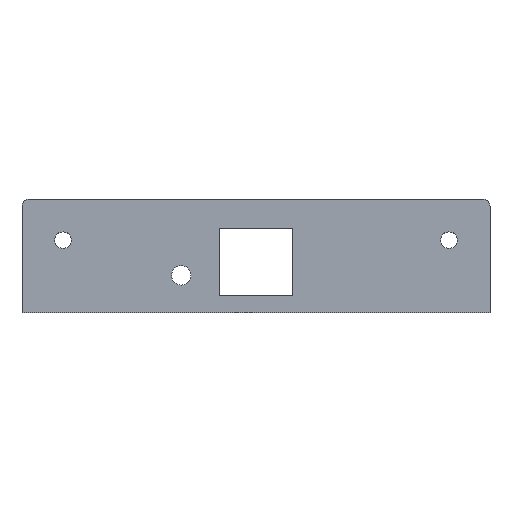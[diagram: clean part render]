
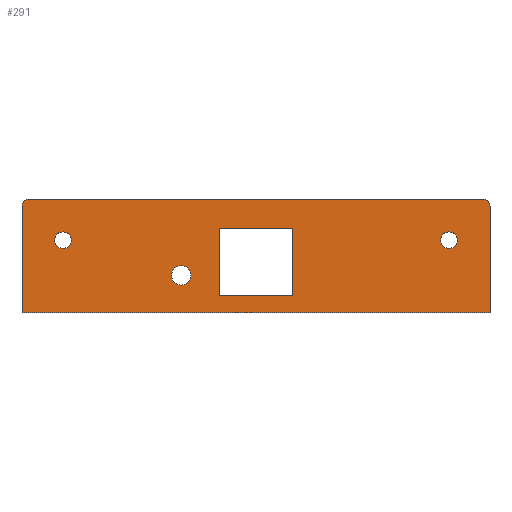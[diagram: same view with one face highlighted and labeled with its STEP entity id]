
A CAD part, top view. The second image highlights one B-rep face of the part: STEP entity #291.
In plain terms, the highlighted planar face has unit normal (0, 0, 1).
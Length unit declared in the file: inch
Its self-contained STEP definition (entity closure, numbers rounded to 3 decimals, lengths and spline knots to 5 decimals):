
#28 = CIRCLE ( 'NONE', #139, 0.065 ) ;
#30 = EDGE_CURVE ( 'NONE', #174, #379, #382, .T. ) ;
#42 = EDGE_CURVE ( 'NONE', #379, #174, #148, .T. ) ;
#61 = FACE_BOUND ( 'NONE', #324, .T. ) ;
#62 = DIRECTION ( 'NONE',  ( 1., 0., 0. ) ) ;
#64 = FACE_BOUND ( 'NONE', #365, .T. ) ;
#66 = FACE_BOUND ( 'NONE', #344, .T. ) ;
#70 = FACE_OUTER_BOUND ( 'NONE', #303, .T. ) ;
#71 = FACE_BOUND ( 'NONE', #288, .T. ) ;
#78 = EDGE_CURVE ( 'NONE', #358, #169, #143, .T. ) ;
#84 = EDGE_CURVE ( 'NONE', #173, #158, #141, .T. ) ;
#90 = AXIS2_PLACEMENT_3D ( 'NONE', #234, #177, #575 ) ;
#97 = DIRECTION ( 'NONE',  ( 0., 0., 1. ) ) ;
#98 = CARTESIAN_POINT ( 'NONE',  ( -1.29, -0.577, 2.5 ) ) ;
#99 = DIRECTION ( 'NONE',  ( 1., 0., 0. ) ) ;
#101 = DIRECTION ( 'NONE',  ( 0., 0., 1. ) ) ;
#107 = LINE ( 'NONE', #425, #117 ) ;
#110 = LINE ( 'NONE', #517, #113 ) ;
#111 = LINE ( 'NONE', #548, #122 ) ;
#112 = EDGE_CURVE ( 'NONE', #172, #151, #135, .T. ) ;
#113 = VECTOR ( 'NONE', #540, 39.37008 ) ;
#114 = CARTESIAN_POINT ( 'NONE',  ( -1.29, -0.577, 2.5 ) ) ;
#117 = VECTOR ( 'NONE', #419, 39.37008 ) ;
#122 = VECTOR ( 'NONE', #127, 39.37008 ) ;
#124 = VECTOR ( 'NONE', #299, 39.37008 ) ;
#125 = EDGE_CURVE ( 'NONE', #169, #166, #131, .T. ) ;
#127 = DIRECTION ( 'NONE',  ( 0., -1., 0. ) ) ;
#131 = LINE ( 'NONE', #352, #124 ) ;
#135 = CIRCLE ( 'NONE', #360, 0.05 ) ;
#138 = VECTOR ( 'NONE', #62, 39.37008 ) ;
#139 = AXIS2_PLACEMENT_3D ( 'NONE', #628, #630, #625 ) ;
#141 = CIRCLE ( 'NONE', #330, 0.065 ) ;
#143 = LINE ( 'NONE', #484, #138 ) ;
#148 = CIRCLE ( 'NONE', #227, 0.0555 ) ;
#149 = VERTEX_POINT ( 'NONE', #316 ) ;
#150 = PLANE ( 'NONE',  #90 ) ;
#151 = VERTEX_POINT ( 'NONE', #383 ) ;
#155 = VERTEX_POINT ( 'NONE', #465 ) ;
#158 = VERTEX_POINT ( 'NONE', #452 ) ;
#164 = VERTEX_POINT ( 'NONE', #494 ) ;
#166 = VERTEX_POINT ( 'NONE', #456 ) ;
#167 = EDGE_CURVE ( 'NONE', #166, #295, #110, .T. ) ;
#169 = VERTEX_POINT ( 'NONE', #522 ) ;
#172 = VERTEX_POINT ( 'NONE', #205 ) ;
#173 = VERTEX_POINT ( 'NONE', #202 ) ;
#174 = VERTEX_POINT ( 'NONE', #527 ) ;
#175 = VERTEX_POINT ( 'NONE', #431 ) ;
#177 = DIRECTION ( 'NONE',  ( 0., 0., -1. ) ) ;
#178 = AXIS2_PLACEMENT_3D ( 'NONE', #114, #101, #99 ) ;
#189 = EDGE_CURVE ( 'NONE', #175, #151, #107, .T. ) ;
#195 = ORIENTED_EDGE ( 'NONE', *, *, #667, .F. ) ;
#196 = ORIENTED_EDGE ( 'NONE', *, *, #646, .F. ) ;
#198 = ORIENTED_EDGE ( 'NONE', *, *, #476, .T. ) ;
#199 = ORIENTED_EDGE ( 'NONE', *, *, #189, .F. ) ;
#200 = ORIENTED_EDGE ( 'NONE', *, *, #112, .T. ) ;
#201 = VERTEX_POINT ( 'NONE', #415 ) ;
#202 = CARTESIAN_POINT ( 'NONE',  ( -0.565, -0.81252, 2.5 ) ) ;
#203 = ORIENTED_EDGE ( 'NONE', *, *, #638, .F. ) ;
#204 = ORIENTED_EDGE ( 'NONE', *, *, #604, .F. ) ;
#205 = CARTESIAN_POINT ( 'NONE',  ( 1.565, -0.352, 2.5 ) ) ;
#206 = ORIENTED_EDGE ( 'NONE', *, *, #660, .F. ) ;
#207 = DIRECTION ( 'NONE',  ( 1., 0., 0. ) ) ;
#209 = ORIENTED_EDGE ( 'NONE', *, *, #42, .F. ) ;
#211 = ORIENTED_EDGE ( 'NONE', *, *, #30, .F. ) ;
#212 = ORIENTED_EDGE ( 'NONE', *, *, #78, .F. ) ;
#213 = ORIENTED_EDGE ( 'NONE', *, *, #125, .F. ) ;
#214 = EDGE_CURVE ( 'NONE', #295, #358, #111, .T. ) ;
#215 = ORIENTED_EDGE ( 'NONE', *, *, #167, .F. ) ;
#217 = ORIENTED_EDGE ( 'NONE', *, *, #214, .F. ) ;
#219 = ORIENTED_EDGE ( 'NONE', *, *, #84, .F. ) ;
#220 = ORIENTED_EDGE ( 'NONE', *, *, #377, .F. ) ;
#227 = AXIS2_PLACEMENT_3D ( 'NONE', #98, #97, #207 ) ;
#234 = CARTESIAN_POINT ( 'NONE',  ( -3., 1., 2.5 ) ) ;
#288 = EDGE_LOOP ( 'NONE', ( #220, #219 ) ) ;
#291 = ADVANCED_FACE ( 'NONE', ( #71, #61, #64, #66, #70 ), #150, .F. ) ;
#295 = VERTEX_POINT ( 'NONE', #665 ) ;
#299 = DIRECTION ( 'NONE',  ( 0., 1., 0. ) ) ;
#303 = EDGE_LOOP ( 'NONE', ( #203, #200, #199, #198, #196, #195 ) ) ;
#316 = CARTESIAN_POINT ( 'NONE',  ( -1.565, -1.0635, 2.5 ) ) ;
#324 = EDGE_LOOP ( 'NONE', ( #217, #215, #213, #212 ) ) ;
#330 = AXIS2_PLACEMENT_3D ( 'NONE', #420, #418, #416 ) ;
#344 = EDGE_LOOP ( 'NONE', ( #206, #204 ) ) ;
#352 = CARTESIAN_POINT ( 'NONE',  ( 0.24657, -0.50023, 2.5 ) ) ;
#358 = VERTEX_POINT ( 'NONE', #641 ) ;
#360 = AXIS2_PLACEMENT_3D ( 'NONE', #389, #519, #450 ) ;
#365 = EDGE_LOOP ( 'NONE', ( #211, #209 ) ) ;
#377 = EDGE_CURVE ( 'NONE', #158, #173, #28, .T. ) ;
#379 = VERTEX_POINT ( 'NONE', #633 ) ;
#382 = CIRCLE ( 'NONE', #178, 0.0555 ) ;
#383 = CARTESIAN_POINT ( 'NONE',  ( 1.515, -0.302, 2.5 ) ) ;
#387 = VERTEX_POINT ( 'NONE', #632 ) ;
#389 = CARTESIAN_POINT ( 'NONE',  ( 1.515, -0.352, 2.5 ) ) ;
#401 = AXIS2_PLACEMENT_3D ( 'NONE', #577, #579, #571 ) ;
#415 = CARTESIAN_POINT ( 'NONE',  ( -1.565, -0.352, 2.5 ) ) ;
#416 = DIRECTION ( 'NONE',  ( 1., 0., 0. ) ) ;
#418 = DIRECTION ( 'NONE',  ( 0., 0., 1. ) ) ;
#419 = DIRECTION ( 'NONE',  ( 1., 0., 0. ) ) ;
#420 = CARTESIAN_POINT ( 'NONE',  ( -0.5, -0.81252, 2.5 ) ) ;
#425 = CARTESIAN_POINT ( 'NONE',  ( -1.565, -0.302, 2.5 ) ) ;
#431 = CARTESIAN_POINT ( 'NONE',  ( -1.515, -0.302, 2.5 ) ) ;
#438 = DIRECTION ( 'NONE',  ( 1., 0., 0. ) ) ;
#440 = DIRECTION ( 'NONE',  ( 0., 0., 1. ) ) ;
#442 = CARTESIAN_POINT ( 'NONE',  ( 1.29, -0.577, 2.5 ) ) ;
#450 = DIRECTION ( 'NONE',  ( -1., 0., 0. ) ) ;
#451 = DIRECTION ( 'NONE',  ( 0., 1., 0. ) ) ;
#452 = CARTESIAN_POINT ( 'NONE',  ( -0.435, -0.81252, 2.5 ) ) ;
#454 = CARTESIAN_POINT ( 'NONE',  ( -1.565, -0.302, 2.5 ) ) ;
#456 = CARTESIAN_POINT ( 'NONE',  ( 0.24657, -0.50023, 2.5 ) ) ;
#459 = DIRECTION ( 'NONE',  ( 0., -1., 0. ) ) ;
#461 = CARTESIAN_POINT ( 'NONE',  ( 1.565, -0.302, 2.5 ) ) ;
#462 = AXIS2_PLACEMENT_3D ( 'NONE', #472, #471, #470 ) ;
#465 = CARTESIAN_POINT ( 'NONE',  ( 1.565, -1.0635, 2.5 ) ) ;
#470 = DIRECTION ( 'NONE',  ( 1., 0., 0. ) ) ;
#471 = DIRECTION ( 'NONE',  ( 0., 0., 1. ) ) ;
#472 = CARTESIAN_POINT ( 'NONE',  ( 1.29, -0.577, 2.5 ) ) ;
#476 = EDGE_CURVE ( 'NONE', #175, #201, #608, .T. ) ;
#478 = CARTESIAN_POINT ( 'NONE',  ( 2.875, -1.0635, 2.5 ) ) ;
#479 = DIRECTION ( 'NONE',  ( -1., 0., 0. ) ) ;
#484 = CARTESIAN_POINT ( 'NONE',  ( -0.24657, -0.94873, 2.5 ) ) ;
#487 = AXIS2_PLACEMENT_3D ( 'NONE', #442, #440, #438 ) ;
#494 = CARTESIAN_POINT ( 'NONE',  ( 1.2345, -0.577, 2.5 ) ) ;
#517 = CARTESIAN_POINT ( 'NONE',  ( -0.24657, -0.50023, 2.5 ) ) ;
#519 = DIRECTION ( 'NONE',  ( 0., 0., 1. ) ) ;
#522 = CARTESIAN_POINT ( 'NONE',  ( 0.24657, -0.94873, 2.5 ) ) ;
#527 = CARTESIAN_POINT ( 'NONE',  ( -1.2345, -0.577, 2.5 ) ) ;
#540 = DIRECTION ( 'NONE',  ( -1., 0., 0. ) ) ;
#548 = CARTESIAN_POINT ( 'NONE',  ( -0.24657, -0.50023, 2.5 ) ) ;
#571 = DIRECTION ( 'NONE',  ( -1., 0., 0. ) ) ;
#573 = CIRCLE ( 'NONE', #487, 0.0555 ) ;
#574 = VECTOR ( 'NONE', #451, 39.37008 ) ;
#575 = DIRECTION ( 'NONE',  ( -1., 0., 0. ) ) ;
#577 = CARTESIAN_POINT ( 'NONE',  ( -1.515, -0.352, 2.5 ) ) ;
#578 = LINE ( 'NONE', #454, #574 ) ;
#579 = DIRECTION ( 'NONE',  ( 0., 0., 1. ) ) ;
#580 = VECTOR ( 'NONE', #459, 39.37008 ) ;
#581 = LINE ( 'NONE', #461, #580 ) ;
#583 = CIRCLE ( 'NONE', #462, 0.0555 ) ;
#596 = VECTOR ( 'NONE', #479, 39.37008 ) ;
#598 = LINE ( 'NONE', #478, #596 ) ;
#604 = EDGE_CURVE ( 'NONE', #164, #387, #583, .T. ) ;
#608 = CIRCLE ( 'NONE', #401, 0.05 ) ;
#625 = DIRECTION ( 'NONE',  ( 1., 0., 0. ) ) ;
#628 = CARTESIAN_POINT ( 'NONE',  ( -0.5, -0.81252, 2.5 ) ) ;
#630 = DIRECTION ( 'NONE',  ( 0., 0., 1. ) ) ;
#632 = CARTESIAN_POINT ( 'NONE',  ( 1.3455, -0.577, 2.5 ) ) ;
#633 = CARTESIAN_POINT ( 'NONE',  ( -1.3455, -0.577, 2.5 ) ) ;
#638 = EDGE_CURVE ( 'NONE', #172, #155, #581, .T. ) ;
#641 = CARTESIAN_POINT ( 'NONE',  ( -0.24657, -0.94873, 2.5 ) ) ;
#646 = EDGE_CURVE ( 'NONE', #149, #201, #578, .T. ) ;
#660 = EDGE_CURVE ( 'NONE', #387, #164, #573, .T. ) ;
#665 = CARTESIAN_POINT ( 'NONE',  ( -0.24657, -0.50023, 2.5 ) ) ;
#667 = EDGE_CURVE ( 'NONE', #155, #149, #598, .T. ) ;
